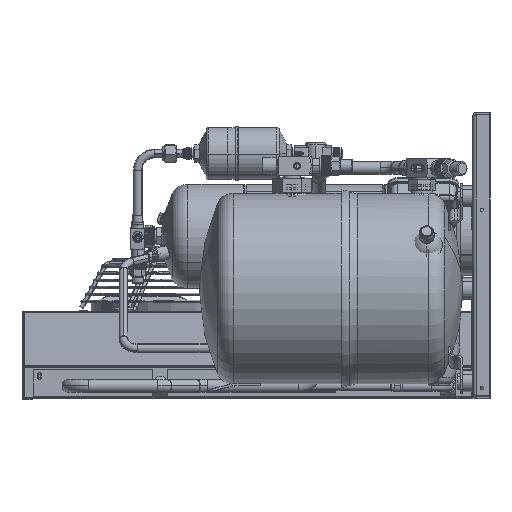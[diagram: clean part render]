
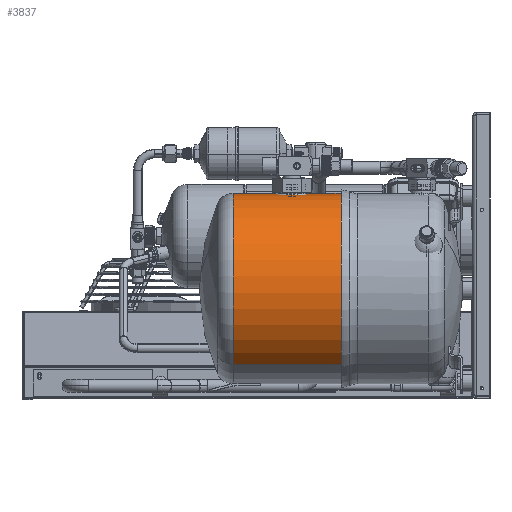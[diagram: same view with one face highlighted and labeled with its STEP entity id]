
A CAD part, left-side view. The second image highlights one B-rep face of the part: STEP entity #3837.
In plain terms, the highlighted cylindrical face has radius 140 mm (diameter 280 mm), a partial arc.
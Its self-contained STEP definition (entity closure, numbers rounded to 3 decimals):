
#433 = EDGE_CURVE ( 'NONE', #66734, #31376, #32837, .T. ) ;
#2061 = EDGE_CURVE ( 'NONE', #66734, #57623, #66420, .T. ) ;
#2381 = CARTESIAN_POINT ( 'NONE',  ( 0., 0., -140. ) ) ;
#3795 = VERTEX_POINT ( 'NONE', #75729 ) ;
#3837 = ADVANCED_FACE ( 'NONE', ( #89120 ), #111446, .T. ) ;
#15349 = LINE ( 'NONE', #2381, #69034 ) ;
#19335 = CARTESIAN_POINT ( 'NONE',  ( 0., 178.8, 140. ) ) ;
#29971 = CARTESIAN_POINT ( 'NONE',  ( 0., 337.035, 0. ) ) ;
#31376 = VERTEX_POINT ( 'NONE', #75260 ) ;
#32837 = CIRCLE ( 'NONE', #48746, 140. ) ;
#39629 = DIRECTION ( 'NONE',  ( 0., 0., -1. ) ) ;
#39945 = DIRECTION ( 'NONE',  ( 0., -1., 0. ) ) ;
#45033 = ORIENTED_EDGE ( 'NONE', *, *, #433, .T. ) ;
#46641 = ORIENTED_EDGE ( 'NONE', *, *, #95234, .T. ) ;
#47835 = CARTESIAN_POINT ( 'NONE',  ( 0., 0., 0. ) ) ;
#48746 = AXIS2_PLACEMENT_3D ( 'NONE', #29971, #96821, #39629 ) ;
#53555 = EDGE_LOOP ( 'NONE', ( #64099, #45033, #46641, #72462 ) ) ;
#55335 = DIRECTION ( 'NONE',  ( 0., -1., 0. ) ) ;
#57384 = DIRECTION ( 'NONE',  ( 0., -1., 0. ) ) ;
#57623 = VERTEX_POINT ( 'NONE', #19335 ) ;
#61116 = AXIS2_PLACEMENT_3D ( 'NONE', #47835, #57384, #104979 ) ;
#63436 = VECTOR ( 'NONE', #39945, 1000. ) ;
#64099 = ORIENTED_EDGE ( 'NONE', *, *, #2061, .F. ) ;
#66420 = LINE ( 'NONE', #106664, #63436 ) ;
#66734 = VERTEX_POINT ( 'NONE', #67071 ) ;
#67071 = CARTESIAN_POINT ( 'NONE',  ( 0., 337.035, 140. ) ) ;
#69034 = VECTOR ( 'NONE', #69138, 1000. ) ;
#69138 = DIRECTION ( 'NONE',  ( 0., -1., 0. ) ) ;
#72462 = ORIENTED_EDGE ( 'NONE', *, *, #80649, .F. ) ;
#73749 = CIRCLE ( 'NONE', #75337, 140. ) ;
#75260 = CARTESIAN_POINT ( 'NONE',  ( 0., 337.035, -140. ) ) ;
#75337 = AXIS2_PLACEMENT_3D ( 'NONE', #112531, #55335, #122202 ) ;
#75729 = CARTESIAN_POINT ( 'NONE',  ( 0., 178.8, -140. ) ) ;
#80649 = EDGE_CURVE ( 'NONE', #57623, #3795, #73749, .T. ) ;
#89120 = FACE_OUTER_BOUND ( 'NONE', #53555, .T. ) ;
#95234 = EDGE_CURVE ( 'NONE', #31376, #3795, #15349, .T. ) ;
#96821 = DIRECTION ( 'NONE',  ( 0., -1., 0. ) ) ;
#104979 = DIRECTION ( 'NONE',  ( 0., 0., -1. ) ) ;
#106664 = CARTESIAN_POINT ( 'NONE',  ( 0., 0., 140. ) ) ;
#111446 = CYLINDRICAL_SURFACE ( 'NONE', #61116, 140. ) ;
#112531 = CARTESIAN_POINT ( 'NONE',  ( 0., 178.8, 0. ) ) ;
#122202 = DIRECTION ( 'NONE',  ( 0., 0., -1. ) ) ;
